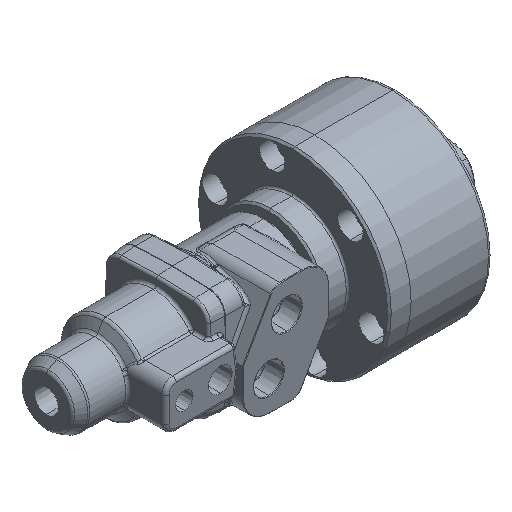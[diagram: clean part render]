
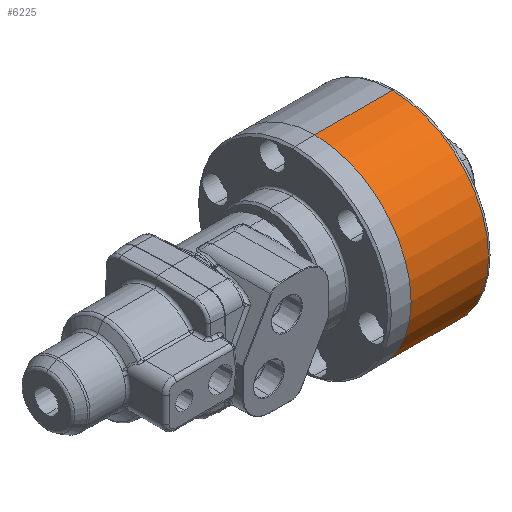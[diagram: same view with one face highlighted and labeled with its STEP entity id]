
A CAD part, isometric view. The second image highlights one B-rep face of the part: STEP entity #6225.
In plain terms, the highlighted cylindrical face has radius 53.5 mm (diameter 107 mm), a partial arc.
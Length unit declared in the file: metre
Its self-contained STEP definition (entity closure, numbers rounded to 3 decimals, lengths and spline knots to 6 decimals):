
#5788 = VERTEX_POINT ( 'NONE', #14303 ) ;
#5790 = VERTEX_POINT ( 'NONE', #14318 ) ;
#5972 = EDGE_CURVE ( 'NONE', #5788, #6119, #19872, .T. ) ;
#5976 = VERTEX_POINT ( 'NONE', #19862 ) ;
#6119 = VERTEX_POINT ( 'NONE', #20355 ) ;
#6126 = EDGE_CURVE ( 'NONE', #5790, #5976, #19920, .T. ) ;
#6225 = ADVANCED_FACE ( 'NONE', ( #20491 ), #20483, .T. ) ;
#6226 = EDGE_LOOP ( 'NONE', ( #6238, #6344, #6227, #6354 ) ) ;
#6227 = ORIENTED_EDGE ( 'NONE', *, *, #5972, .T. ) ;
#6238 = ORIENTED_EDGE ( 'NONE', *, *, #6126, .F. ) ;
#6261 = EDGE_CURVE ( 'NONE', #5790, #5788, #20531, .T. ) ;
#6271 = EDGE_CURVE ( 'NONE', #5976, #6119, #20595, .T. ) ;
#6344 = ORIENTED_EDGE ( 'NONE', *, *, #6261, .T. ) ;
#6354 = ORIENTED_EDGE ( 'NONE', *, *, #6271, .F. ) ;
#14303 = CARTESIAN_POINT ( 'NONE',  ( 0.043, 0., 0.0535 ) ) ;
#14318 = CARTESIAN_POINT ( 'NONE',  ( 0.043, 0., -0.0535 ) ) ;
#19850 = VECTOR ( 'NONE', #19870, 1. ) ;
#19862 = CARTESIAN_POINT ( 'NONE',  ( 0., 0., -0.0535 ) ) ;
#19870 = DIRECTION ( 'NONE',  ( -1., 0., 0. ) ) ;
#19871 = CARTESIAN_POINT ( 'NONE',  ( 0., 0., 0.0535 ) ) ;
#19872 = LINE ( 'NONE', #19871, #19850 ) ;
#19920 = LINE ( 'NONE', #20287, #20280 ) ;
#20239 = DIRECTION ( 'NONE',  ( -1., 0., 0. ) ) ;
#20280 = VECTOR ( 'NONE', #20239, 1. ) ;
#20287 = CARTESIAN_POINT ( 'NONE',  ( 0., 0., -0.0535 ) ) ;
#20355 = CARTESIAN_POINT ( 'NONE',  ( 0., 0., 0.0535 ) ) ;
#20466 = DIRECTION ( 'NONE',  ( 0., 0., 1. ) ) ;
#20467 = DIRECTION ( 'NONE',  ( -1., 0., 0. ) ) ;
#20471 = CARTESIAN_POINT ( 'NONE',  ( 0., 0., 0. ) ) ;
#20483 = CYLINDRICAL_SURFACE ( 'NONE', #20485, 0.0535 ) ;
#20485 = AXIS2_PLACEMENT_3D ( 'NONE', #20471, #20467, #20466 ) ;
#20491 = FACE_OUTER_BOUND ( 'NONE', #6226, .T. ) ;
#20523 = DIRECTION ( 'NONE',  ( 0., 0., 1. ) ) ;
#20524 = DIRECTION ( 'NONE',  ( -1., 0., 0. ) ) ;
#20531 = CIRCLE ( 'NONE', #20539, 0.0535 ) ;
#20539 = AXIS2_PLACEMENT_3D ( 'NONE', #20541, #20524, #20523 ) ;
#20541 = CARTESIAN_POINT ( 'NONE',  ( 0.043, 0., 0. ) ) ;
#20586 = AXIS2_PLACEMENT_3D ( 'NONE', #20639, #20615, #20614 ) ;
#20595 = CIRCLE ( 'NONE', #20586, 0.0535 ) ;
#20614 = DIRECTION ( 'NONE',  ( 0., 0., 1. ) ) ;
#20615 = DIRECTION ( 'NONE',  ( -1., 0., 0. ) ) ;
#20639 = CARTESIAN_POINT ( 'NONE',  ( 0., 0., 0. ) ) ;
